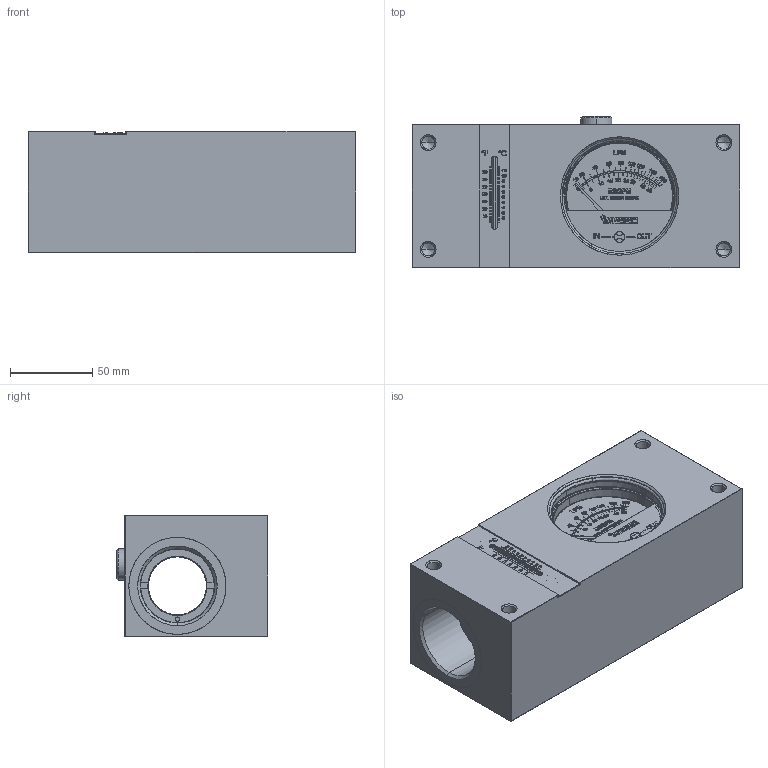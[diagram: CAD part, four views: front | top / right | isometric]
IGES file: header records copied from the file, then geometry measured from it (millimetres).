
Start section: SolidWorks IGES file using analytic representation for surfaces
Global section: file name: FT6068.IGS; native system: SolidWorks 2010; preprocessor: SolidWorks 2010; author: pcw; date: 120426.102421; units: millimetre
Bounding box: 199.2 x 92.05 x 74 mm (x, y, z)
Surface area: 132608.1 mm2 (no closed solid volume)
Topology: 0 solids, 0 shells, 2644 faces, 30319 edges, 30289 vertices
Faces by surface type: bspline 2407, revolution 237
